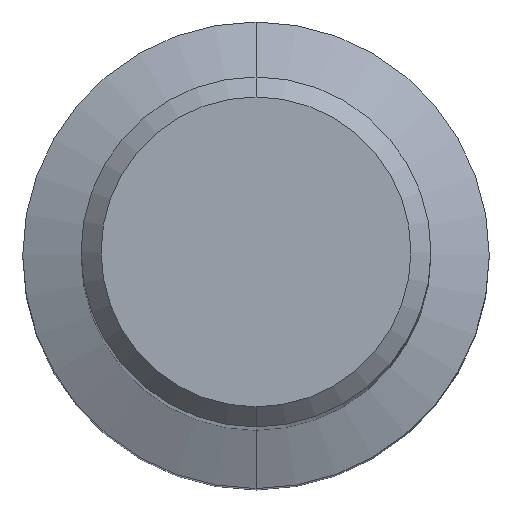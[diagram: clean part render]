
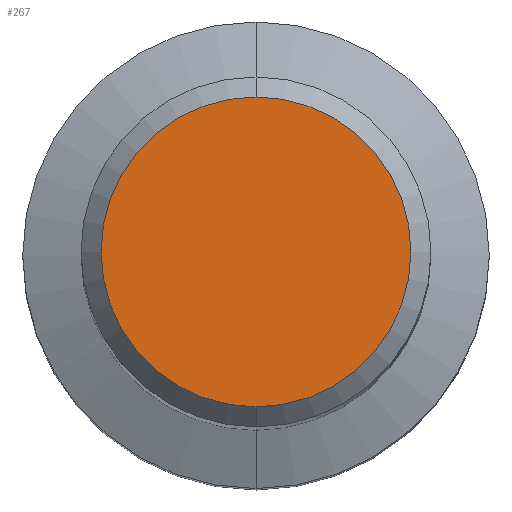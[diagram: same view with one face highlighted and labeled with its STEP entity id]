
A CAD part, top view. The second image highlights one B-rep face of the part: STEP entity #267.
In plain terms, the highlighted planar face has unit normal (0, 0, 1).
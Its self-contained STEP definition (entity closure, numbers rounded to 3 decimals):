
#267=ADVANCED_FACE('',(#627),#628,.T.);
#291=VERTEX_POINT('',#656);
#357=EDGE_CURVE('',#291,#403,#731,.T.);
#369=EDGE_CURVE('',#403,#291,#743,.T.);
#403=VERTEX_POINT('',#781);
#627=FACE_OUTER_BOUND('',#1111,.T.);
#628=PLANE('',#1112);
#656=CARTESIAN_POINT('',(0.0,4.65,0.0));
#731=CIRCLE('',#1281,4.65);
#743=CIRCLE('',#1311,4.65);
#781=CARTESIAN_POINT('',(0.,-4.65,0.0));
#1111=EDGE_LOOP('',(#1744,#1745));
#1112=AXIS2_PLACEMENT_3D('',#1746,#1747,#1748);
#1281=AXIS2_PLACEMENT_3D('',#1887,#1888,#1889);
#1311=AXIS2_PLACEMENT_3D('',#1896,#1897,#1898);
#1744=ORIENTED_EDGE('',*,*,#357,.F.);
#1745=ORIENTED_EDGE('',*,*,#369,.F.);
#1746=CARTESIAN_POINT('',(0.0,2.325,0.0));
#1747=DIRECTION('',(-0.0,0.0,1.0));
#1748=DIRECTION('',(0.0,-1.0,0.0));
#1887=CARTESIAN_POINT('',(0.0,0.0,0.0));
#1888=DIRECTION('',(0.0,0.0,-1.0));
#1889=DIRECTION('',(0.0,1.0,0.0));
#1896=CARTESIAN_POINT('',(0.0,0.0,0.0));
#1897=DIRECTION('',(0.0,0.0,-1.0));
#1898=DIRECTION('',(0.0,1.0,0.0));
